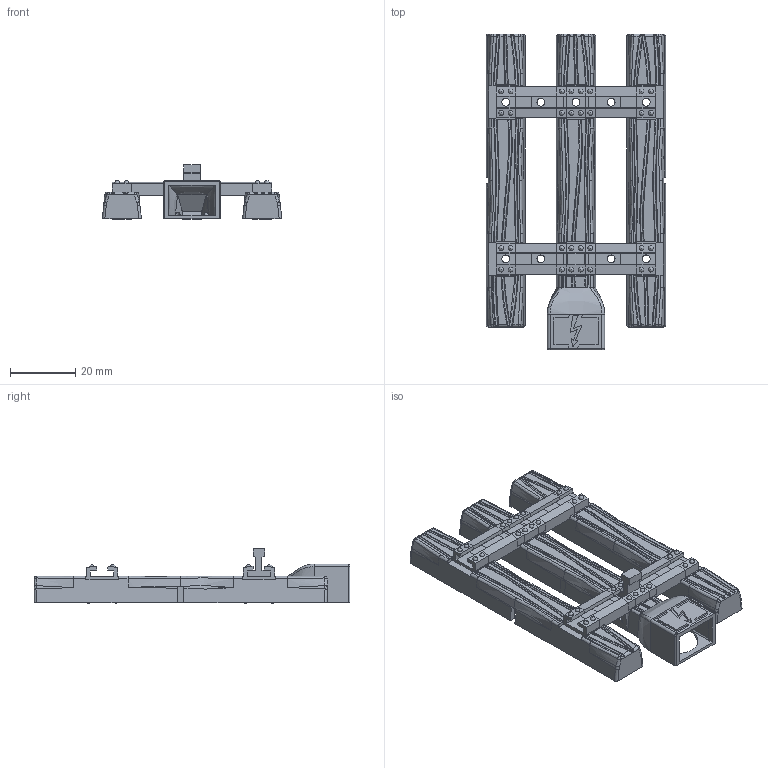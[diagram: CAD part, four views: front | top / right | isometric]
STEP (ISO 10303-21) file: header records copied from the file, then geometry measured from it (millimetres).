
FILE_DESCRIPTION(/* description */ (''),/* implementation_level */ '2;1');
FILE_NAME(/* name */ 'Assembly - no Rails.step',/* time_stamp */ '2023-01-15T17:51:09-08:00',/* author */ (''),/* organization */ (''),/* preprocessor_version */ 'ST-DEVELOPER v19.2',/* originating_system */ 'Autodesk Translation Framework v11.17.0.187',/* authorisation */ '');
FILE_SCHEMA (('AUTOMOTIVE_DESIGN { 1 0 10303 214 3 1 1 }'));
Products named in the file (13): Release 01 Assembly; Switch Sleeper - Solid v1; Custom Sleeper - Fill In v2; Custom Sleeper - Switch v11; Rail Clip - Triple with Mounting Holes v1; Rail Clip v5; Rail Clip v5 (1); Rail Clip - Isolator Triple with Mounting Holes v1; Rail Clip v5 (2); Rail Clip v5 (1) (1); Rail Clip - Extended v6; Sleeper - Track Clip Cavity v1; Sleeper - Track Clip Cavity v1 (1)
Assembly tree (12 placements, depth 3):
  Release 01 Assembly
    Switch Sleeper - Solid v1
      Custom Sleeper - Fill In v2
      Custom Sleeper - Switch v11
    Rail Clip - Triple with Mounting Holes v1
      Rail Clip v5
      Rail Clip v5 (1)
    Rail Clip - Isolator Triple with Mounting Holes v1
      Rail Clip v5 (2)
      Rail Clip v5 (1) (1)
      Rail Clip - Extended v6
    Sleeper - Track Clip Cavity v1
    Sleeper - Track Clip Cavity v1 (1)
Bounding box: 55 x 96.8 x 16.7 mm (x, y, z)
Volume: 23899.8 mm3; surface area: 20661.4 mm2
Topology: 15 solids, 15 shells, 950 faces, 2629 edges, 1694 vertices
Faces by surface type: plane 559, bspline 251, cylinder 100, sphere 40
Full cylindrical faces by diameter (mm): 2.4 x14, 4.4 x6
Entity records: 56552 total; most frequent: CARTESIAN_POINT 33622, ORIENTED_EDGE 5152, DIRECTION 3875, EDGE_CURVE 2576, VERTEX_POINT 1694, LINE 1601, VECTOR 1601, AXIS2_PLACEMENT_3D 1137
